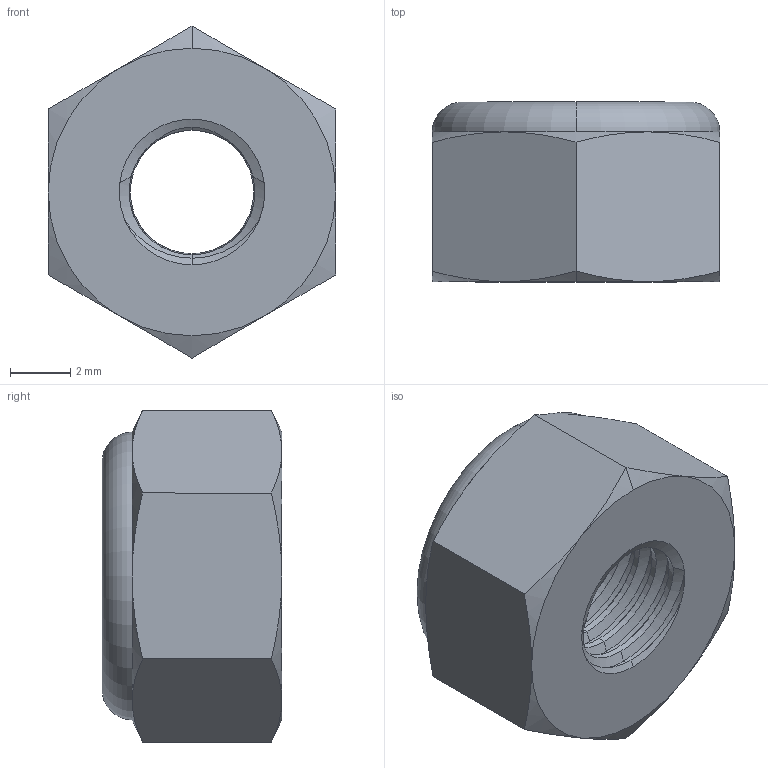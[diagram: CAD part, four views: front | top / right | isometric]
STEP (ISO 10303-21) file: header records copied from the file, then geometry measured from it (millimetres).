
FILE_DESCRIPTION (( 'STEP AP203' ), '1' );
FILE_NAME ('91333A140_Low-Strength Steel Nylon-Insert Locknut.STEP', '2021-07-11T04:47:21', ( 'Administrator' ), ( 'Managed by Terraform' ), 'SwSTEP 2.0', 'SolidWorks 2017', '' );
FILE_SCHEMA (( 'CONFIG_CONTROL_DESIGN' ));
Length unit declared in the file: inch
Products named in the file (1): 91333A140_Low-Strength Steel Nylon-Insert Locknut
Bounding box: 9.53 x 5.95 x 11 mm (x, y, z)
Volume: 350.2 mm3; surface area: 620.9 mm2
Topology: 2 solids, 2 shells, 93 faces, 200 edges, 113 vertices
Faces by surface type: cone 45, cylinder 30, plane 12, torus 6
Entity records: 3288 total; most frequent: CARTESIAN_POINT 1292, ORIENTED_EDGE 400, DIRECTION 395, EDGE_CURVE 200, AXIS2_PLACEMENT_3D 168, VERTEX_POINT 113, EDGE_LOOP 99, ADVANCED_FACE 93
